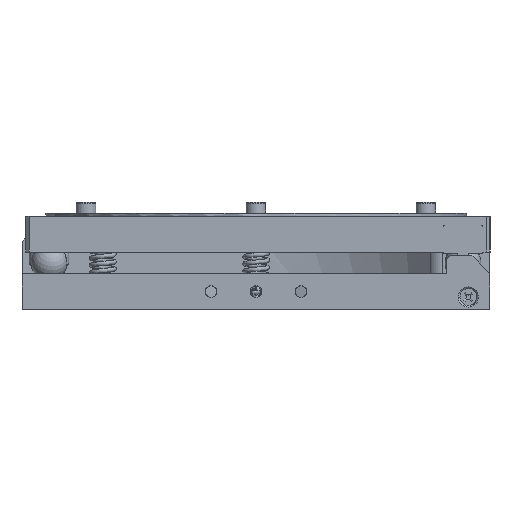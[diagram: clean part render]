
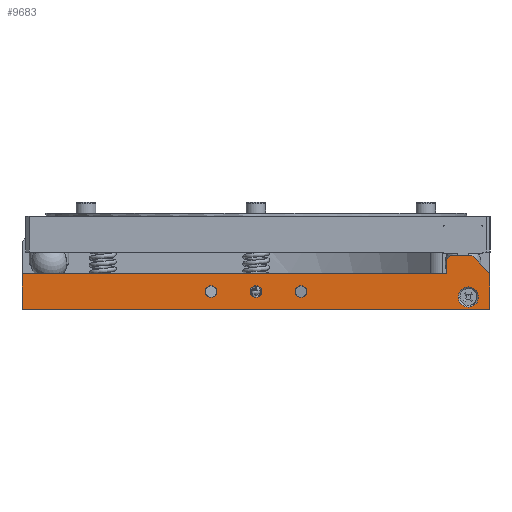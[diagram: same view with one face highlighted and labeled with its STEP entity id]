
A CAD part, front view. The second image highlights one B-rep face of the part: STEP entity #9683.
In plain terms, the highlighted face is planar.
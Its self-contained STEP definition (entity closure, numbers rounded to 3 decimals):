
#233=PLANE($,#10456);
#666=FACE_BOUND($,#1697,.T.);
#667=FACE_BOUND($,#1698,.T.);
#668=FACE_BOUND($,#1699,.T.);
#669=FACE_BOUND($,#1700,.T.);
#670=FACE_BOUND($,#1701,.T.);
#1697=EDGE_LOOP($,(#7218));
#1698=EDGE_LOOP($,(#7219));
#1699=EDGE_LOOP($,(#7220));
#1700=EDGE_LOOP($,(#7221));
#1701=EDGE_LOOP($,(#7222,#7223,#7224,#7225,#7226,#7227,#7228,#7229));
#2393=CIRCLE($,#10395,2.8);
#2403=CIRCLE($,#10416,1.621);
#2404=CIRCLE($,#10418,1.621);
#2407=CIRCLE($,#10424,1.621);
#2910=LINE($,#17528,#3663);
#2914=LINE($,#17534,#3667);
#2915=LINE($,#17540,#3668);
#2917=LINE($,#17544,#3670);
#2928=LINE($,#17980,#3681);
#2943=LINE($,#18039,#3696);
#2958=LINE($,#18086,#3711);
#2959=LINE($,#18087,#3712);
#3663=VECTOR($,#11913,1.414);
#3667=VECTOR($,#11919,4.);
#3668=VECTOR($,#11926,6.);
#3670=VECTOR($,#11930,7.071);
#3681=VECTOR($,#12009,10.);
#3696=VECTOR($,#12054,130.);
#3711=VECTOR($,#12089,118.);
#3712=VECTOR($,#12090,10.);
#4517=VERTEX_POINT($,#17526);
#4518=VERTEX_POINT($,#17527);
#4519=VERTEX_POINT($,#17532);
#4520=VERTEX_POINT($,#17536);
#4521=VERTEX_POINT($,#17539);
#4522=VERTEX_POINT($,#17543);
#4542=VERTEX_POINT($,#17863);
#4544=VERTEX_POINT($,#17901);
#4547=VERTEX_POINT($,#17955);
#4552=VERTEX_POINT($,#17974);
#4583=VERTEX_POINT($,#18038);
#4605=VERTEX_POINT($,#18085);
#5501=EDGE_CURVE($,#4517,#4518,#2910,.T.);
#5505=EDGE_CURVE($,#4519,#4517,#2914,.T.);
#5506=EDGE_CURVE($,#4520,#4520,#2393,.T.);
#5507=EDGE_CURVE($,#4518,#4521,#2915,.T.);
#5509=EDGE_CURVE($,#4521,#4522,#2917,.T.);
#5528=EDGE_CURVE($,#4542,#4542,#2403,.T.);
#5530=EDGE_CURVE($,#4544,#4544,#2404,.T.);
#5535=EDGE_CURVE($,#4547,#4547,#2407,.T.);
#5547=EDGE_CURVE($,#4522,#4552,#2928,.T.);
#5576=EDGE_CURVE($,#4552,#4583,#2943,.T.);
#5600=EDGE_CURVE($,#4519,#4605,#2958,.T.);
#5601=EDGE_CURVE($,#4605,#4583,#2959,.T.);
#7218=ORIENTED_EDGE($,*,*,#5506,.T.);
#7219=ORIENTED_EDGE($,*,*,#5528,.T.);
#7220=ORIENTED_EDGE($,*,*,#5530,.T.);
#7221=ORIENTED_EDGE($,*,*,#5535,.T.);
#7222=ORIENTED_EDGE($,*,*,#5600,.T.);
#7223=ORIENTED_EDGE($,*,*,#5601,.T.);
#7224=ORIENTED_EDGE($,*,*,#5576,.F.);
#7225=ORIENTED_EDGE($,*,*,#5547,.F.);
#7226=ORIENTED_EDGE($,*,*,#5509,.F.);
#7227=ORIENTED_EDGE($,*,*,#5507,.F.);
#7228=ORIENTED_EDGE($,*,*,#5501,.F.);
#7229=ORIENTED_EDGE($,*,*,#5505,.F.);
#9683=ADVANCED_FACE($,(#666,#667,#668,#669,#670),#233,.T.);
#10395=AXIS2_PLACEMENT_3D($,#17537,#11922,#11923);
#10416=AXIS2_PLACEMENT_3D($,#17864,#11968,#11969);
#10418=AXIS2_PLACEMENT_3D($,#17902,#11972,#11973);
#10424=AXIS2_PLACEMENT_3D($,#17956,#11984,#11985);
#10456=AXIS2_PLACEMENT_3D($,#18084,#12087,#12088);
#11913=DIRECTION($,(0.707,0.,0.707));
#11919=DIRECTION($,(0.,0.,1.));
#11922=DIRECTION('center_axis',(0.,1.,0.));
#11923=DIRECTION('ref_axis',(1.,0.,0.));
#11926=DIRECTION($,(1.,0.,0.));
#11930=DIRECTION($,(0.707,0.,-0.707));
#11968=DIRECTION('center_axis',(0.,1.,0.));
#11969=DIRECTION('ref_axis',(1.,0.,0.));
#11972=DIRECTION('center_axis',(0.,1.,0.));
#11973=DIRECTION('ref_axis',(1.,0.,0.));
#11984=DIRECTION('center_axis',(0.,1.,0.));
#11985=DIRECTION('ref_axis',(1.,0.,0.));
#12009=DIRECTION($,(0.,0.,-1.));
#12054=DIRECTION($,(-1.,0.,0.));
#12087=DIRECTION('center_axis',(0.,-1.,0.));
#12088=DIRECTION('ref_axis',(0.,0.,-1.));
#12089=DIRECTION($,(-1.,0.,0.));
#12090=DIRECTION($,(0.,0.,-1.));
#17526=CARTESIAN_POINT('',(39.115,-71.245,12.));
#17527=CARTESIAN_POINT('',(40.115,-71.245,13.));
#17528=CARTESIAN_POINT($,(38.996,-71.245,11.881));
#17532=CARTESIAN_POINT('',(39.115,-71.245,8.));
#17534=CARTESIAN_POINT($,(39.115,-71.245,-2.));
#17536=CARTESIAN_POINT('',(47.915,-71.245,1.5));
#17537=CARTESIAN_POINT('Origin',(45.115,-71.245,1.5));
#17539=CARTESIAN_POINT('',(46.115,-71.245,13.));
#17540=CARTESIAN_POINT($,(39.115,-71.245,13.));
#17543=CARTESIAN_POINT('',(51.115,-71.245,8.));
#17544=CARTESIAN_POINT($,(46.115,-71.245,13.));
#17863=CARTESIAN_POINT('',(-24.764,-71.245,3.));
#17864=CARTESIAN_POINT('Origin',(-26.385,-71.245,3.));
#17901=CARTESIAN_POINT('',(0.236,-71.245,3.));
#17902=CARTESIAN_POINT('Origin',(-1.385,-71.245,3.));
#17955=CARTESIAN_POINT('',(-12.264,-71.245,3.));
#17956=CARTESIAN_POINT('Origin',(-13.885,-71.245,3.));
#17974=CARTESIAN_POINT('',(51.115,-71.245,-2.));
#17980=CARTESIAN_POINT($,(51.115,-71.245,8.));
#18038=CARTESIAN_POINT('',(-78.885,-71.245,-2.));
#18039=CARTESIAN_POINT($,(51.115,-71.245,-2.));
#18084=CARTESIAN_POINT('Origin',(-13.537,-71.245,2.969));
#18085=CARTESIAN_POINT('',(-78.885,-71.245,8.));
#18086=CARTESIAN_POINT($,(39.615,-71.245,8.));
#18087=CARTESIAN_POINT($,(-78.885,-71.245,8.));
